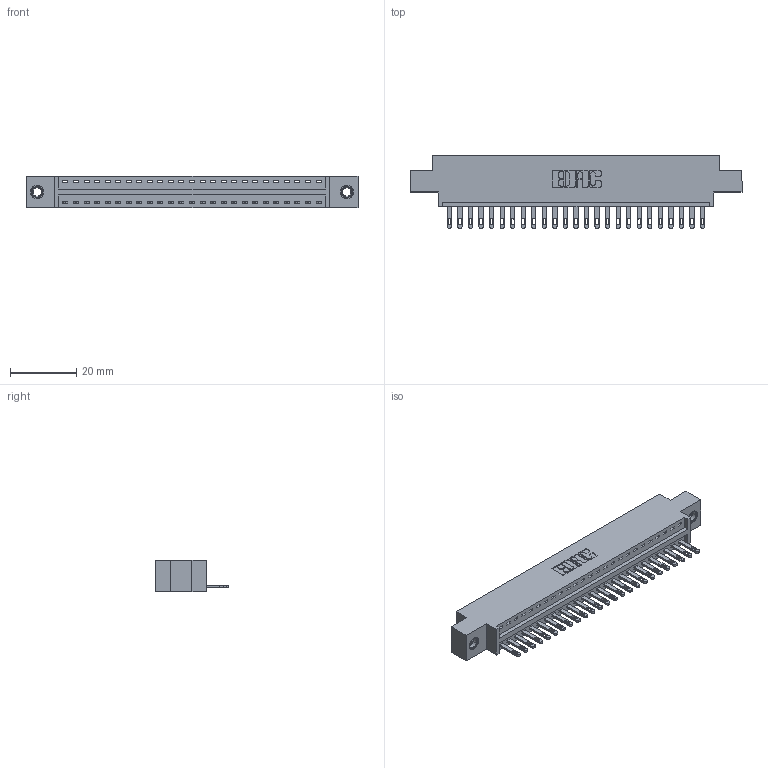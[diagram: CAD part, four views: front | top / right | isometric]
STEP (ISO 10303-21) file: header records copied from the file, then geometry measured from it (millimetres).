
FILE_DESCRIPTION (( 'STEP AP203' ), '1' );
FILE_NAME ('346-025-500-607.STEP', '2018-08-21T11:07:29', ( '' ), ( '' ), 'SwSTEP 2.0', 'SolidWorks 2016', '' );
FILE_SCHEMA (( 'CONFIG_CONTROL_DESIGN' ));
Length unit declared in the file: inch
Products named in the file (4): 346 Part_0.170 Offset - 0.156 Dia-TI; 345-292-001_345-293-100; 345-250-001_345-250-005-103; 346-025-500-607
Assembly tree (28 placements, depth 2):
  346-025-500-607
    346 Part_0.170 Offset - 0.156 Dia-TI
    345-292-001_345-293-100  x25
    345-250-001_345-250-005-103  x2
Bounding box: 99.95 x 21.84 x 9.4 mm (x, y, z)
Volume: 9297.5 mm3; surface area: 11690.5 mm2
Topology: 28 solids, 28 shells, 1536 faces, 4677 edges, 3110 vertices
Faces by surface type: plane 962, cylinder 558, cone 12, torus 4
Entity records: 19052 total; most frequent: CARTESIAN_POINT 3254, ORIENTED_EDGE 3206, DIRECTION 2919, EDGE_CURVE 1603, VECTOR 1347, LINE 1347, VERTEX_POINT 1064, AXIS2_PLACEMENT_3D 786
